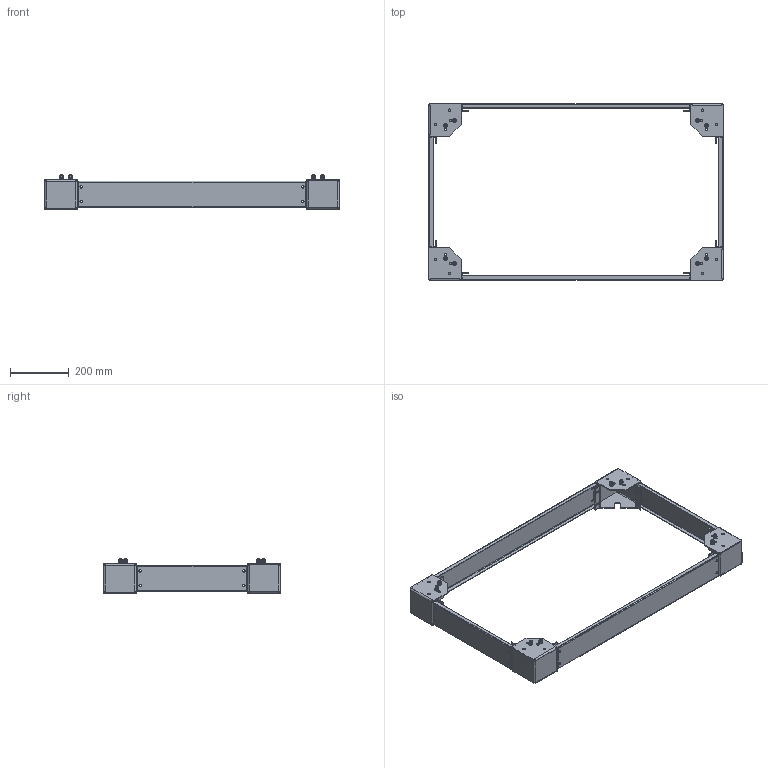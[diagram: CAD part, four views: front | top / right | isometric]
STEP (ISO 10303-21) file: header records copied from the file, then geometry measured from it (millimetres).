
FILE_DESCRIPTION (( 'STEP AP203' ), '1' );
FILE_NAME ('FCS106 Öîêîëü óñèëåííûé FORT 1000x600 EKF PROxima.STEP', '2021-08-25T13:47:37', ( '' ), ( '' ), 'SwSTEP 2.0', 'SolidWorks 2021', '' );
FILE_SCHEMA (( 'CONFIG_CONTROL_DESIGN' ));
Length unit declared in the file: millimetre
Products named in the file (8): ﾘ琺矜 01.019 ﾃﾎﾑﾒ11371-78_6; FCS106 Öîêîëü óñèëåííûé FORT 1000x600 EKF PROxima; Ãàéêà ÃÎÑÒ 5927-70_6.6G.8; ÐÌÖÔ.745532.001 Óãîë öîêîëÿ_00; ÐÌÖÔ.745512.001 Ïàíåëü öîêîëÿ_01; ﾘ琺矜 65ﾃ 019 ﾃﾎﾑﾒ 6402-70_6; ÐÌÖÔ.745512.002 Ïàíåëü öîêîëÿ_00; Áîëò Ì6 ÃÎÑÒ 7798-70_Œ6å20
Assembly tree (48 placements, depth 2):
  FCS106 Öîêîëü óñèëåííûé FORT 1000x600 EKF PROxima
    ÐÌÖÔ.745532.001 Óãîë öîêîëÿ_00  x4
    ÐÌÖÔ.745512.001 Ïàíåëü öîêîëÿ_01  x2
    ÐÌÖÔ.745512.002 Ïàíåëü öîêîëÿ_00  x2
    Áîëò Ì6 ÃÎÑÒ 7798-70_Œ6å20  x8
    ﾘ琺矜 65ﾃ 019 ﾃﾎﾑﾒ 6402-70_6  x8
    ﾘ琺矜 01.019 ﾃﾎﾑﾒ11371-78_6  x16
    Ãàéêà ÃÎÑÒ 5927-70_6.6G.8  x8
Bounding box: 1000 x 600 x 115.4 mm (x, y, z)
Volume: 1127021.9 mm3; surface area: 972274.4 mm2
Topology: 48 solids, 48 shells, 1056 faces, 2424 edges, 1472 vertices
Faces by surface type: plane 620, cylinder 308, cone 96, bspline 32
Entity records: 10422 total; most frequent: CARTESIAN_POINT 2698, DIRECTION 1200, ORIENTED_EDGE 1160, EDGE_CURVE 580, AXIS2_PLACEMENT_3D 412, VECTOR 376, LINE 376, VERTEX_POINT 344
